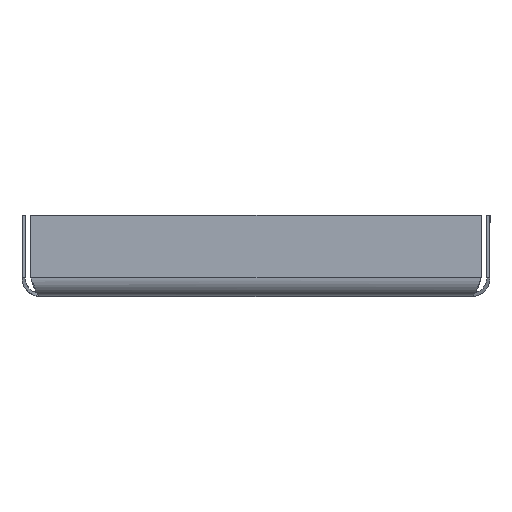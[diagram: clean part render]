
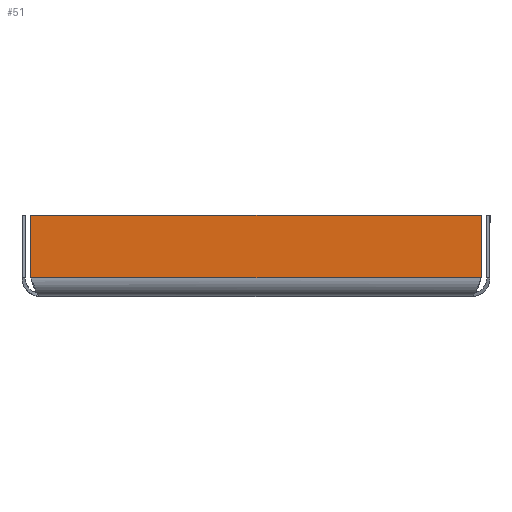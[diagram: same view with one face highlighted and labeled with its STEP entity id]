
A CAD part, left-side view. The second image highlights one B-rep face of the part: STEP entity #51.
In plain terms, the highlighted planar face has unit normal (-1, 0, 0).
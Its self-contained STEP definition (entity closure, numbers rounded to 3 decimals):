
#5 = EDGE_CURVE ( 'NONE', #27, #1533, #462, .T. ) ;
#27 = VERTEX_POINT ( 'NONE', #1610 ) ;
#51 = ADVANCED_FACE ( 'NONE', ( #910 ), #1572, .F. ) ;
#61 = CARTESIAN_POINT ( 'NONE',  ( -300., -144.464, 50. ) ) ;
#67 = DIRECTION ( 'NONE',  ( 1., 0., 0. ) ) ;
#106 = VERTEX_POINT ( 'NONE', #1944 ) ;
#237 = EDGE_CURVE ( 'NONE', #27, #1050, #659, .T. ) ;
#462 = LINE ( 'NONE', #1309, #703 ) ;
#549 = EDGE_LOOP ( 'NONE', ( #951, #1952, #2060, #1203 ) ) ;
#659 = LINE ( 'NONE', #2003, #1553 ) ;
#660 = DIRECTION ( 'NONE',  ( 0., 1., 0. ) ) ;
#703 = VECTOR ( 'NONE', #982, 1000. ) ;
#805 = AXIS2_PLACEMENT_3D ( 'NONE', #1256, #67, #2101 ) ;
#878 = VECTOR ( 'NONE', #660, 1000. ) ;
#910 = FACE_OUTER_BOUND ( 'NONE', #549, .T. ) ;
#951 = ORIENTED_EDGE ( 'NONE', *, *, #5, .F. ) ;
#982 = DIRECTION ( 'NONE',  ( 0., 1., 0. ) ) ;
#986 = LINE ( 'NONE', #1852, #878 ) ;
#1003 = DIRECTION ( 'NONE',  ( 0., 0., 1. ) ) ;
#1050 = VERTEX_POINT ( 'NONE', #61 ) ;
#1167 = DIRECTION ( 'NONE',  ( 0., 0., 1. ) ) ;
#1203 = ORIENTED_EDGE ( 'NONE', *, *, #1705, .F. ) ;
#1247 = EDGE_CURVE ( 'NONE', #1050, #106, #986, .T. ) ;
#1256 = CARTESIAN_POINT ( 'NONE',  ( -300., 0., 0. ) ) ;
#1294 = VECTOR ( 'NONE', #1003, 1000. ) ;
#1309 = CARTESIAN_POINT ( 'NONE',  ( -300., 150., 10. ) ) ;
#1354 = CARTESIAN_POINT ( 'NONE',  ( -300., 144.464, 0. ) ) ;
#1445 = CARTESIAN_POINT ( 'NONE',  ( -300., 144.464, 10. ) ) ;
#1533 = VERTEX_POINT ( 'NONE', #1445 ) ;
#1553 = VECTOR ( 'NONE', #1167, 1000. ) ;
#1572 = PLANE ( 'NONE',  #805 ) ;
#1610 = CARTESIAN_POINT ( 'NONE',  ( -300., -144.464, 10. ) ) ;
#1705 = EDGE_CURVE ( 'NONE', #1533, #106, #1837, .T. ) ;
#1837 = LINE ( 'NONE', #1354, #1294 ) ;
#1852 = CARTESIAN_POINT ( 'NONE',  ( -300., 0., 50. ) ) ;
#1944 = CARTESIAN_POINT ( 'NONE',  ( -300., 144.464, 50. ) ) ;
#1952 = ORIENTED_EDGE ( 'NONE', *, *, #237, .T. ) ;
#2003 = CARTESIAN_POINT ( 'NONE',  ( -300., -144.464, 0. ) ) ;
#2060 = ORIENTED_EDGE ( 'NONE', *, *, #1247, .T. ) ;
#2101 = DIRECTION ( 'NONE',  ( 0., 0., -1. ) ) ;
